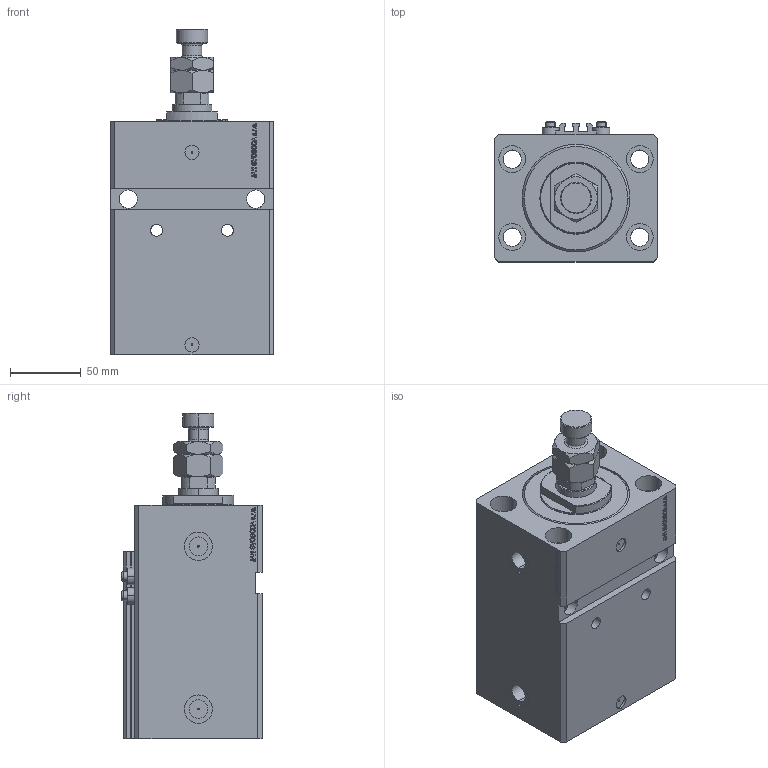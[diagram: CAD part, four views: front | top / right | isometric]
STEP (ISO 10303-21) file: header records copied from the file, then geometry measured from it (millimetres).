
FILE_DESCRIPTION (( 'STEP AP203' ), '1' );
FILE_NAME ('c772.STEP', '2023-10-07T18:44:55', ( '' ), ( '' ), 'SwSTEP 2.0', 'SolidWorks 2019', '' );
FILE_SCHEMA (( 'CONFIG_CONTROL_DESIGN' ));
Length unit declared in the file: millimetre
Products named in the file (6): V250CE_VC_E 4452a2a83a27eda67f202374ce2ccd75; MFA 4452a2a83a27eda67f202374ce2ccd75; V250CE_E_Body 4452a2a83a27eda67f202374ce2ccd75; V250CE_C_VCP 4452a2a83a27eda67f202374ce2ccd75; c772; ALLEN BOLT V250CE 4452a2a83a27eda67f202374ce2ccd75
Assembly tree (8 placements, depth 2):
  c772
    V250CE_E_Body 4452a2a83a27eda67f202374ce2ccd75
    ALLEN BOLT V250CE 4452a2a83a27eda67f202374ce2ccd75  x4
    V250CE_C_VCP 4452a2a83a27eda67f202374ce2ccd75
    V250CE_VC_E 4452a2a83a27eda67f202374ce2ccd75
    MFA 4452a2a83a27eda67f202374ce2ccd75
Bounding box: 115 x 99 x 230 mm (x, y, z)
Volume: 1415176 mm3; surface area: 220121.8 mm2
Topology: 9 solids, 9 shells, 1183 faces, 2946 edges, 1905 vertices
Faces by surface type: plane 563, bspline 368, cylinder 150, cone 84, torus 18
Entity records: 51455 total; most frequent: CARTESIAN_POINT 26616, ORIENTED_EDGE 5582, DIRECTION 3737, EDGE_CURVE 2791, VERTEX_POINT 1821, LINE 1653, VECTOR 1653, EDGE_LOOP 1262
